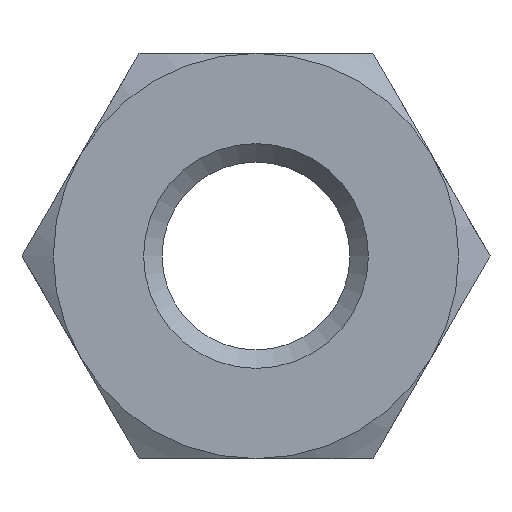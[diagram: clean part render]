
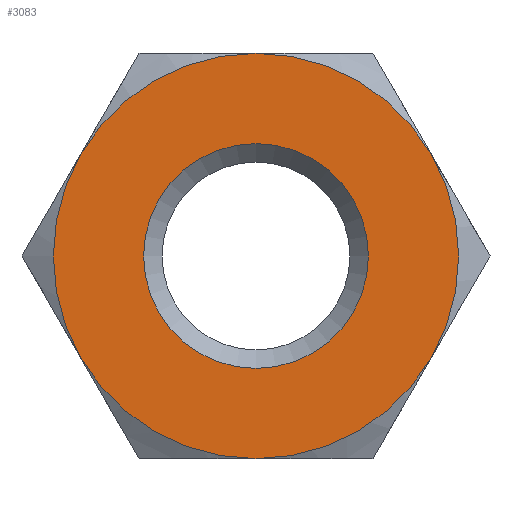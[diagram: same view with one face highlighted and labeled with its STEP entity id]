
A CAD part, front view. The second image highlights one B-rep face of the part: STEP entity #3083.
In plain terms, the highlighted planar face has unit normal (0, -1, 0).
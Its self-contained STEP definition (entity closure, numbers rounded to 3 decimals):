
#346 = ORIENTED_EDGE ( 'NONE', *, *, #885, .F. ) ;
#885 = EDGE_CURVE ( 'NONE', #6364, #6364, #10418, .T. ) ;
#2064 = CIRCLE ( 'NONE', #4148, 6.1 ) ;
#2241 = CARTESIAN_POINT ( 'NONE',  ( 0., 0., 0. ) ) ;
#2436 = DIRECTION ( 'NONE',  ( 0., 1., 0. ) ) ;
#3083 = ADVANCED_FACE ( 'NONE', ( #10384, #9621 ), #5838, .F. ) ;
#3289 = DIRECTION ( 'NONE',  ( 0., 1., 0. ) ) ;
#3298 = CARTESIAN_POINT ( 'NONE',  ( -6.1, 0., 0. ) ) ;
#4148 = AXIS2_PLACEMENT_3D ( 'NONE', #14247, #2436, #8514 ) ;
#5459 = VERTEX_POINT ( 'NONE', #3298 ) ;
#5792 = ORIENTED_EDGE ( 'NONE', *, *, #9120, .T. ) ;
#5838 = PLANE ( 'NONE',  #7788 ) ;
#6062 = EDGE_LOOP ( 'NONE', ( #5792 ) ) ;
#6364 = VERTEX_POINT ( 'NONE', #11592 ) ;
#7788 = AXIS2_PLACEMENT_3D ( 'NONE', #2241, #3289, #14250 ) ;
#8514 = DIRECTION ( 'NONE',  ( -1., 0., 0. ) ) ;
#9120 = EDGE_CURVE ( 'NONE', #5459, #5459, #2064, .T. ) ;
#9621 = FACE_OUTER_BOUND ( 'NONE', #11171, .T. ) ;
#10384 = FACE_BOUND ( 'NONE', #6062, .T. ) ;
#10418 = CIRCLE ( 'NONE', #10885, 11. ) ;
#10885 = AXIS2_PLACEMENT_3D ( 'NONE', #11617, #12620, #12779 ) ;
#11171 = EDGE_LOOP ( 'NONE', ( #346 ) ) ;
#11592 = CARTESIAN_POINT ( 'NONE',  ( -11., 0., 0. ) ) ;
#11617 = CARTESIAN_POINT ( 'NONE',  ( 0., 0., 0. ) ) ;
#12620 = DIRECTION ( 'NONE',  ( 0., 1., 0. ) ) ;
#12779 = DIRECTION ( 'NONE',  ( -1., 0., 0. ) ) ;
#14247 = CARTESIAN_POINT ( 'NONE',  ( 0., 0., 0. ) ) ;
#14250 = DIRECTION ( 'NONE',  ( -1., 0., 0. ) ) ;
